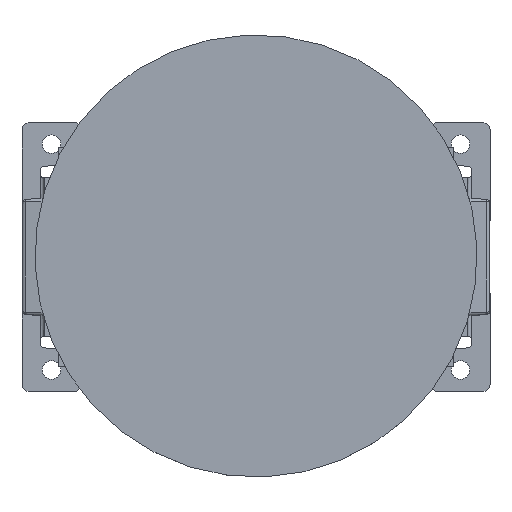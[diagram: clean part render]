
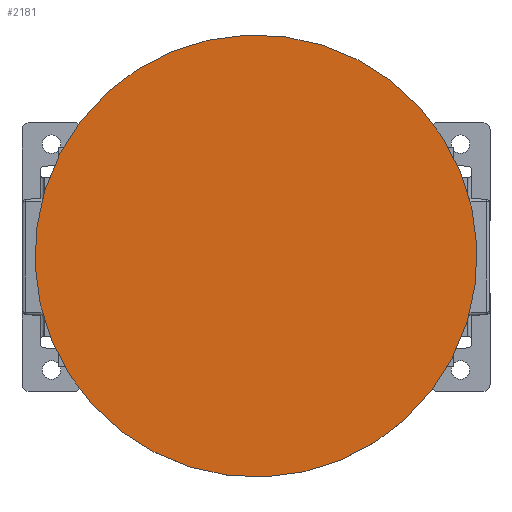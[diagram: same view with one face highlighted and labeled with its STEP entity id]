
A CAD part, top view. The second image highlights one B-rep face of the part: STEP entity #2181.
In plain terms, the highlighted planar face has unit normal (0, 0, 1).
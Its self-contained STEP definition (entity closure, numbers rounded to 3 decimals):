
#915=PLANE('',#14527);
#1426=FACE_OUTER_BOUND('',#3333,.T.);
#2181=ADVANCED_FACE('',(#1426),#915,.F.);
#3333=EDGE_LOOP('',(#5556));
#5556=ORIENTED_EDGE('',*,*,#9990,.F.);
#8512=VERTEX_POINT('',#21354);
#9990=EDGE_CURVE('',#8512,#8512,#11387,.T.);
#11387=CIRCLE('',#14524,6.);
#14524=AXIS2_PLACEMENT_3D('',#21353,#16550,#16551);
#14527=AXIS2_PLACEMENT_3D('',#21357,#16556,#16557);
#16550=DIRECTION('',(0.,0.,-1.));
#16551=DIRECTION('',(-0.924,-0.383,0.));
#16556=DIRECTION('',(0.,0.,-1.));
#16557=DIRECTION('',(-0.924,-0.383,0.));
#21353=CARTESIAN_POINT('',(7.5,7.85,18.8));
#21354=CARTESIAN_POINT('',(1.958,5.552,18.8));
#21357=CARTESIAN_POINT('',(7.5,7.85,18.8));
